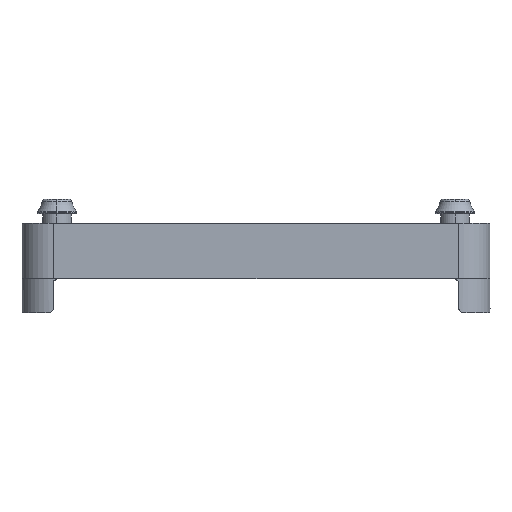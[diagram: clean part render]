
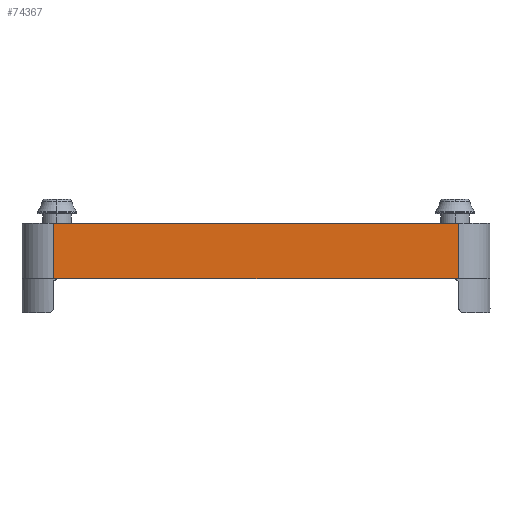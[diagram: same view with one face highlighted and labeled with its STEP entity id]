
A CAD part, left-side view. The second image highlights one B-rep face of the part: STEP entity #74367.
In plain terms, the highlighted planar face has unit normal (-1, 0, 0).
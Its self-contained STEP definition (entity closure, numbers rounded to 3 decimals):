
#988=CARTESIAN_POINT('',(-48.5,41.964,-2.0));
#989=VERTEX_POINT('',#988);
#4962=CARTESIAN_POINT('',(-48.5,-41.964,-2.0));
#4963=VERTEX_POINT('',#4962);
#4971=CARTESIAN_POINT('',(-48.5,-41.964,-2.0));
#4972=DIRECTION('',(0.0,1.0,0.0));
#4973=VECTOR('',#4972,83.928);
#4974=LINE('',#4971,#4973);
#4975=EDGE_CURVE('',#4963,#989,#4974,.T.);
#72814=CARTESIAN_POINT('',(-48.5,-42.,-2.0));
#72815=VERTEX_POINT('',#72814);
#72823=CARTESIAN_POINT('',(-48.5,-42.,-2.0));
#72824=DIRECTION('',(0.,1.0,0.0));
#72825=VECTOR('',#72824,0.036);
#72826=LINE('',#72823,#72825);
#72827=EDGE_CURVE('',#72815,#4963,#72826,.T.);
#73154=CARTESIAN_POINT('',(-48.5,42.,-2.0));
#73155=VERTEX_POINT('',#73154);
#73173=CARTESIAN_POINT('',(-48.5,41.964,-2.0));
#73174=DIRECTION('',(0.0,1.0,0.0));
#73175=VECTOR('',#73174,0.036);
#73176=LINE('',#73173,#73175);
#73177=EDGE_CURVE('',#989,#73155,#73176,.T.);
#74335=CARTESIAN_POINT('',(-48.5,-42.,-2.0));
#74336=DIRECTION('',(-1.0,0.0,0.0));
#74337=DIRECTION('',(0.0,0.0,1.0));
#74338=AXIS2_PLACEMENT_3D('',#74335,#74336,#74337);
#74339=PLANE('',#74338);
#74340=CARTESIAN_POINT('',(-48.5,-42.,9.5));
#74341=VERTEX_POINT('',#74340);
#74342=CARTESIAN_POINT('',(-48.5,-42.,-2.0));
#74343=DIRECTION('',(0.0,0.0,1.0));
#74344=VECTOR('',#74343,11.5);
#74345=LINE('',#74342,#74344);
#74346=EDGE_CURVE('',#72815,#74341,#74345,.T.);
#74347=ORIENTED_EDGE('',*,*,#74346,.T.);
#74348=CARTESIAN_POINT('',(-48.5,42.,9.5));
#74349=VERTEX_POINT('',#74348);
#74350=CARTESIAN_POINT('',(-48.5,-42.,9.5));
#74351=DIRECTION('',(0.0,1.0,0.0));
#74352=VECTOR('',#74351,84.0);
#74353=LINE('',#74350,#74352);
#74354=EDGE_CURVE('',#74341,#74349,#74353,.T.);
#74355=ORIENTED_EDGE('',*,*,#74354,.T.);
#74356=CARTESIAN_POINT('',(-48.5,42.,-2.0));
#74357=DIRECTION('',(0.0,0.0,1.0));
#74358=VECTOR('',#74357,11.5);
#74359=LINE('',#74356,#74358);
#74360=EDGE_CURVE('',#73155,#74349,#74359,.T.);
#74361=ORIENTED_EDGE('',*,*,#74360,.F.);
#74362=ORIENTED_EDGE('',*,*,#73177,.F.);
#74363=ORIENTED_EDGE('',*,*,#4975,.F.);
#74364=ORIENTED_EDGE('',*,*,#72827,.F.);
#74365=EDGE_LOOP('',(#74347,#74355,#74361,#74362,#74363,#74364));
#74366=FACE_OUTER_BOUND('',#74365,.T.);
#74367=ADVANCED_FACE('',(#74366),#74339,.T.);
